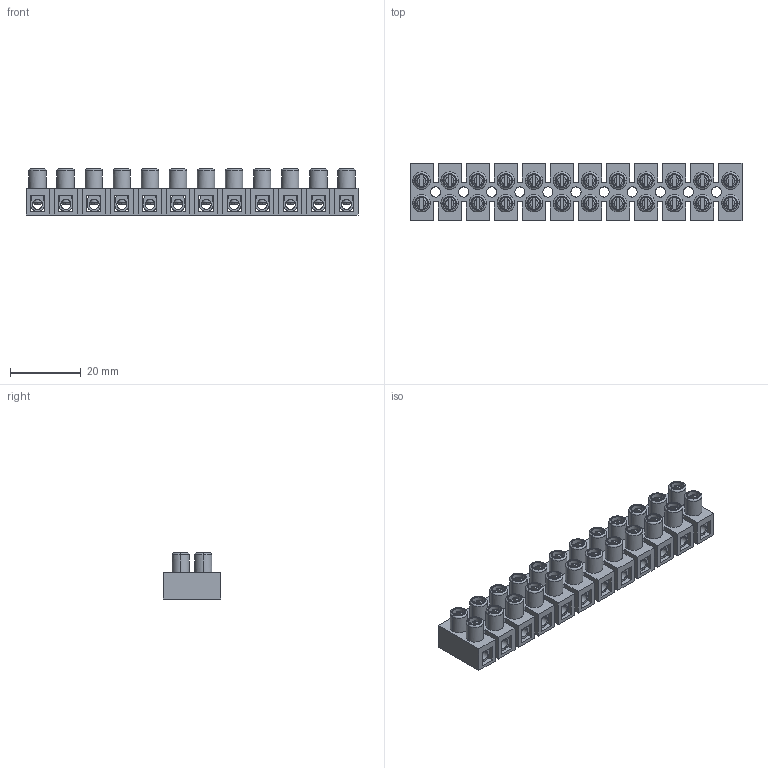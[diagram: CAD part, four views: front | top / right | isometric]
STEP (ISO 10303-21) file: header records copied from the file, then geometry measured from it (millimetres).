
FILE_DESCRIPTION(/* description */ (''),/* implementation_level */ '2;1');
FILE_NAME(/* name */ '2055929',/* time_stamp */ '2014-01-09T16:12:11+01:00',/* author */ (''),/* organization */ (''),/* preprocessor_version */ 'ST-DEVELOPER v15',/* originating_system */ '',/* authorisation */ '');
FILE_SCHEMA (('CONFIG_CONTROL_DESIGN'));
Length unit declared in the file: millimetre
Products named in the file (2): Document; Block 01
Assembly tree (1 placements, depth 2):
  Document
    Block 01
Bounding box: 93.81 x 16.2 x 13 mm (x, y, z)
Volume: 9444.7 mm3; surface area: 19480 mm2
Topology: 37 solids, 37 shells, 930 faces, 2328 edges, 1520 vertices
Faces by surface type: bspline 536, plane 394
Entity records: 49278 total; most frequent: CARTESIAN_POINT 34958, ORIENTED_EDGE 4656, EDGE_CURVE 2328, VERTEX_POINT 1520, B_SPLINE_CURVE_WITH_KNOTS 1160, EDGE_LOOP 1144, ADVANCED_FACE 930, FACE_OUTER_BOUND 930
